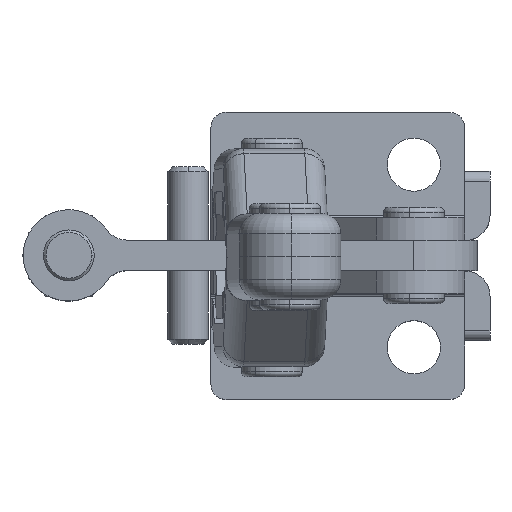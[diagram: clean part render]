
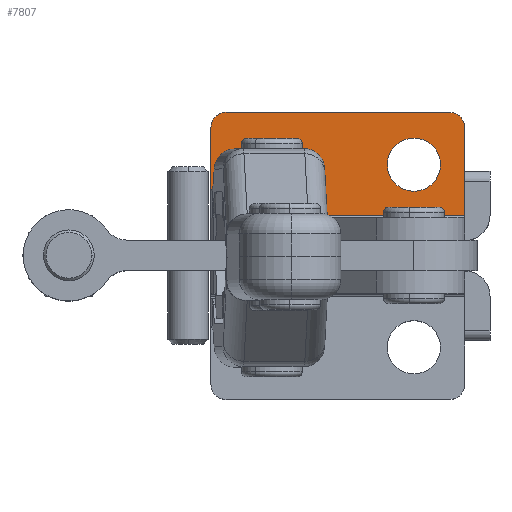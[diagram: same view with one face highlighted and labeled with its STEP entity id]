
A CAD part, top view. The second image highlights one B-rep face of the part: STEP entity #7807.
In plain terms, the highlighted planar face has unit normal (0, 0, 1).
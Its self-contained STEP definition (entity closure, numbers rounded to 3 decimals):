
#1727 = CIRCLE ( 'NONE', #24452, 5.25 ) ;
#1736 = CIRCLE ( 'NONE', #24449, 5.25 ) ;
#1762 = LINE ( 'NONE', #6458, #1948 ) ;
#1763 = LINE ( 'NONE', #6481, #1972 ) ;
#1821 = LINE ( 'NONE', #6517, #1934 ) ;
#1839 = VECTOR ( 'NONE', #6602, 1000. ) ;
#1845 = CIRCLE ( 'NONE', #24438, 3. ) ;
#1848 = CIRCLE ( 'NONE', #24425, 5.25 ) ;
#1849 = CIRCLE ( 'NONE', #24430, 5.25 ) ;
#1861 = LINE ( 'NONE', #6619, #1839 ) ;
#1933 = CIRCLE ( 'NONE', #24423, 3. ) ;
#1934 = VECTOR ( 'NONE', #6492, 1000. ) ;
#1948 = VECTOR ( 'NONE', #6455, 1000. ) ;
#1972 = VECTOR ( 'NONE', #6488, 1000. ) ;
#5211 = FACE_BOUND ( 'NONE', #23888, .T. ) ;
#5213 = FACE_OUTER_BOUND ( 'NONE', #23989, .T. ) ;
#5216 = FACE_BOUND ( 'NONE', #23886, .T. ) ;
#6455 = DIRECTION ( 'NONE',  ( 0., 1., 0. ) ) ;
#6458 = CARTESIAN_POINT ( 'NONE',  ( -5., 25.3, 0. ) ) ;
#6481 = CARTESIAN_POINT ( 'NONE',  ( -5., 8., 0. ) ) ;
#6485 = DIRECTION ( 'NONE',  ( 0., 1., 0. ) ) ;
#6486 = DIRECTION ( 'NONE',  ( 0., 0., 1. ) ) ;
#6487 = CARTESIAN_POINT ( 'NONE',  ( -8., 25.3, 0. ) ) ;
#6488 = DIRECTION ( 'NONE',  ( -1., 0., 0. ) ) ;
#6492 = DIRECTION ( 'NONE',  ( 0., -1., 0. ) ) ;
#6506 = DIRECTION ( 'NONE',  ( 0., -1., 0. ) ) ;
#6508 = DIRECTION ( 'NONE',  ( 0., 0., 1. ) ) ;
#6510 = CARTESIAN_POINT ( 'NONE',  ( -45., 18., 0. ) ) ;
#6517 = CARTESIAN_POINT ( 'NONE',  ( -55., 7.5, 0. ) ) ;
#6532 = DIRECTION ( 'NONE',  ( 0., -1., 0. ) ) ;
#6535 = DIRECTION ( 'NONE',  ( 0., 0., 1. ) ) ;
#6539 = CARTESIAN_POINT ( 'NONE',  ( -15., 18., 0. ) ) ;
#6569 = DIRECTION ( 'NONE',  ( 0., 1., 0. ) ) ;
#6573 = DIRECTION ( 'NONE',  ( 0., 0., 1. ) ) ;
#6575 = CARTESIAN_POINT ( 'NONE',  ( -52., 25.3, 0. ) ) ;
#6602 = DIRECTION ( 'NONE',  ( -1., 0., 0. ) ) ;
#6619 = CARTESIAN_POINT ( 'NONE',  ( -52., 28.3, 0. ) ) ;
#6954 = DIRECTION ( 'NONE',  ( 0., -1., 0. ) ) ;
#6974 = DIRECTION ( 'NONE',  ( 0., 0., 1. ) ) ;
#6977 = CARTESIAN_POINT ( 'NONE',  ( -15., 18., 0. ) ) ;
#7238 = DIRECTION ( 'NONE',  ( 0., -1., 0. ) ) ;
#7276 = DIRECTION ( 'NONE',  ( 0., 0., 1. ) ) ;
#7278 = CARTESIAN_POINT ( 'NONE',  ( -45., 18., 0. ) ) ;
#7807 = ADVANCED_FACE ( 'NONE', ( #5216, #5211, #5213 ), #15720, .T. ) ;
#14468 = ORIENTED_EDGE ( 'NONE', *, *, #26491, .F. ) ;
#14469 = ORIENTED_EDGE ( 'NONE', *, *, #26363, .F. ) ;
#14470 = ORIENTED_EDGE ( 'NONE', *, *, #26489, .F. ) ;
#14471 = ORIENTED_EDGE ( 'NONE', *, *, #26367, .F. ) ;
#14472 = ORIENTED_EDGE ( 'NONE', *, *, #26494, .T. ) ;
#14473 = ORIENTED_EDGE ( 'NONE', *, *, #26498, .F. ) ;
#14474 = ORIENTED_EDGE ( 'NONE', *, *, #26499, .T. ) ;
#14475 = ORIENTED_EDGE ( 'NONE', *, *, #26495, .T. ) ;
#14476 = ORIENTED_EDGE ( 'NONE', *, *, #26481, .T. ) ;
#14477 = ORIENTED_EDGE ( 'NONE', *, *, #26485, .T. ) ;
#15718 = DIRECTION ( 'NONE',  ( 0., 1., 0. ) ) ;
#15720 = PLANE ( 'NONE',  #24434 ) ;
#15723 = CARTESIAN_POINT ( 'NONE',  ( -52., 25.3, 0. ) ) ;
#15767 = DIRECTION ( 'NONE',  ( 0., 0., 1. ) ) ;
#16523 = CARTESIAN_POINT ( 'NONE',  ( -45., 23.25, 0. ) ) ;
#17068 = VERTEX_POINT ( 'NONE', #18471 ) ;
#17208 = VERTEX_POINT ( 'NONE', #18374 ) ;
#17369 = CARTESIAN_POINT ( 'NONE',  ( -52., 28.3, 0. ) ) ;
#17604 = CARTESIAN_POINT ( 'NONE',  ( -55., 8., 0. ) ) ;
#17606 = CARTESIAN_POINT ( 'NONE',  ( -15., 23.25, 0. ) ) ;
#17734 = VERTEX_POINT ( 'NONE', #16523 ) ;
#17760 = CARTESIAN_POINT ( 'NONE',  ( -8., 28.3, 0. ) ) ;
#17820 = VERTEX_POINT ( 'NONE', #17948 ) ;
#17855 = VERTEX_POINT ( 'NONE', #17919 ) ;
#17863 = CARTESIAN_POINT ( 'NONE',  ( -45., 12.75, 0. ) ) ;
#17898 = VERTEX_POINT ( 'NONE', #17863 ) ;
#17919 = CARTESIAN_POINT ( 'NONE',  ( -55., 25.3, 0. ) ) ;
#17948 = CARTESIAN_POINT ( 'NONE',  ( -5., 25.3, 0. ) ) ;
#18021 = VERTEX_POINT ( 'NONE', #17760 ) ;
#18063 = VERTEX_POINT ( 'NONE', #17606 ) ;
#18064 = VERTEX_POINT ( 'NONE', #17604 ) ;
#18162 = VERTEX_POINT ( 'NONE', #17369 ) ;
#18374 = CARTESIAN_POINT ( 'NONE',  ( -15., 12.75, 0. ) ) ;
#18471 = CARTESIAN_POINT ( 'NONE',  ( -5., 8., 0. ) ) ;
#23886 = EDGE_LOOP ( 'NONE', ( #14468, #14469 ) ) ;
#23888 = EDGE_LOOP ( 'NONE', ( #14470, #14471 ) ) ;
#23989 = EDGE_LOOP ( 'NONE', ( #14472, #14473, #14474, #14475, #14476, #14477 ) ) ;
#24423 = AXIS2_PLACEMENT_3D ( 'NONE', #6487, #6486, #6485 ) ;
#24425 = AXIS2_PLACEMENT_3D ( 'NONE', #6510, #6508, #6506 ) ;
#24430 = AXIS2_PLACEMENT_3D ( 'NONE', #6539, #6535, #6532 ) ;
#24434 = AXIS2_PLACEMENT_3D ( 'NONE', #15723, #15767, #15718 ) ;
#24438 = AXIS2_PLACEMENT_3D ( 'NONE', #6575, #6573, #6569 ) ;
#24449 = AXIS2_PLACEMENT_3D ( 'NONE', #6977, #6974, #6954 ) ;
#24452 = AXIS2_PLACEMENT_3D ( 'NONE', #7278, #7276, #7238 ) ;
#26363 = EDGE_CURVE ( 'NONE', #17734, #17898, #1727, .T. ) ;
#26367 = EDGE_CURVE ( 'NONE', #18063, #17208, #1736, .T. ) ;
#26481 = EDGE_CURVE ( 'NONE', #18021, #18162, #1861, .T. ) ;
#26485 = EDGE_CURVE ( 'NONE', #18162, #17855, #1845, .T. ) ;
#26489 = EDGE_CURVE ( 'NONE', #17208, #18063, #1849, .T. ) ;
#26491 = EDGE_CURVE ( 'NONE', #17898, #17734, #1848, .T. ) ;
#26494 = EDGE_CURVE ( 'NONE', #17855, #18064, #1821, .T. ) ;
#26495 = EDGE_CURVE ( 'NONE', #17820, #18021, #1933, .T. ) ;
#26498 = EDGE_CURVE ( 'NONE', #17068, #18064, #1763, .T. ) ;
#26499 = EDGE_CURVE ( 'NONE', #17068, #17820, #1762, .T. ) ;
